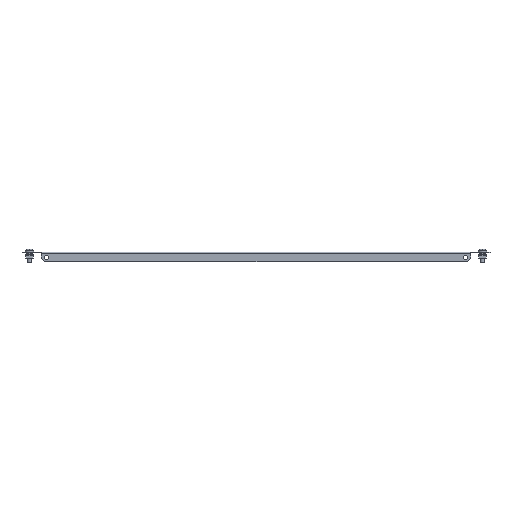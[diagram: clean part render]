
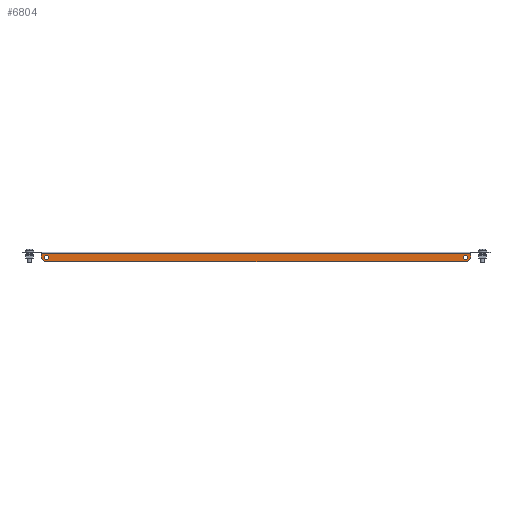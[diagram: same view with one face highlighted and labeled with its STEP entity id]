
A CAD part, front view. The second image highlights one B-rep face of the part: STEP entity #6804.
In plain terms, the highlighted planar face has unit normal (0, -1, 0).
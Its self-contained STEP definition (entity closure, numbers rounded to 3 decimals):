
#177 = DIRECTION ( 'NONE',  ( 0.707, 0., 0.707 ) ) ;
#314 = ORIENTED_EDGE ( 'NONE', *, *, #7991, .T. ) ;
#383 = DIRECTION ( 'NONE',  ( 0., 0., 1. ) ) ;
#385 = VERTEX_POINT ( 'NONE', #3860 ) ;
#419 = EDGE_CURVE ( 'NONE', #6178, #5800, #4551, .T. ) ;
#557 = EDGE_LOOP ( 'NONE', ( #6059, #314, #6322, #5158, #1755, #5194 ) ) ;
#741 = VERTEX_POINT ( 'NONE', #798 ) ;
#798 = CARTESIAN_POINT ( 'NONE',  ( 315., -99.5, -9. ) ) ;
#929 = ORIENTED_EDGE ( 'NONE', *, *, #6485, .T. ) ;
#970 = DIRECTION ( 'NONE',  ( 0., 1., 0. ) ) ;
#974 = FACE_BOUND ( 'NONE', #7763, .T. ) ;
#1305 = DIRECTION ( 'NONE',  ( -1., 0., 0. ) ) ;
#1444 = AXIS2_PLACEMENT_3D ( 'NONE', #1581, #970, #383 ) ;
#1581 = CARTESIAN_POINT ( 'NONE',  ( -307., -99.5, -8. ) ) ;
#1755 = ORIENTED_EDGE ( 'NONE', *, *, #7316, .T. ) ;
#1910 = ORIENTED_EDGE ( 'NONE', *, *, #5003, .F. ) ;
#2257 = DIRECTION ( 'NONE',  ( 1., 0., 0. ) ) ;
#2336 = DIRECTION ( 'NONE',  ( 0., 0., 1. ) ) ;
#2486 = DIRECTION ( 'NONE',  ( 0., -1., 0. ) ) ;
#2510 = AXIS2_PLACEMENT_3D ( 'NONE', #4536, #2486, #6363 ) ;
#2787 = EDGE_CURVE ( 'NONE', #741, #6178, #5170, .T. ) ;
#2998 = CARTESIAN_POINT ( 'NONE',  ( -307., -99.5, -8. ) ) ;
#3104 = CARTESIAN_POINT ( 'NONE',  ( 310., -99.5, -14. ) ) ;
#3324 = LINE ( 'NONE', #3404, #8110 ) ;
#3337 = CARTESIAN_POINT ( 'NONE',  ( 162., -99.5, -162. ) ) ;
#3340 = EDGE_LOOP ( 'NONE', ( #6337, #929 ) ) ;
#3404 = CARTESIAN_POINT ( 'NONE',  ( -162., -99.5, -162. ) ) ;
#3475 = VERTEX_POINT ( 'NONE', #7545 ) ;
#3497 = FACE_BOUND ( 'NONE', #3340, .T. ) ;
#3770 = VECTOR ( 'NONE', #177, 1000. ) ;
#3839 = DIRECTION ( 'NONE',  ( 0., 0., 1. ) ) ;
#3860 = CARTESIAN_POINT ( 'NONE',  ( -315., -99.5, -9. ) ) ;
#3946 = FACE_OUTER_BOUND ( 'NONE', #557, .T. ) ;
#4025 = VERTEX_POINT ( 'NONE', #3104 ) ;
#4057 = VECTOR ( 'NONE', #2257, 1000. ) ;
#4213 = LINE ( 'NONE', #5344, #6736 ) ;
#4389 = EDGE_CURVE ( 'NONE', #385, #7239, #3324, .T. ) ;
#4466 = CIRCLE ( 'NONE', #2510, 3.25 ) ;
#4487 = CARTESIAN_POINT ( 'NONE',  ( -307., -99.5, -11.25 ) ) ;
#4536 = CARTESIAN_POINT ( 'NONE',  ( 307., -99.5, -8. ) ) ;
#4551 = LINE ( 'NONE', #7612, #7729 ) ;
#4569 = DIRECTION ( 'NONE',  ( 0., 0., 1. ) ) ;
#4590 = CARTESIAN_POINT ( 'NONE',  ( -310., -99.5, -14. ) ) ;
#4669 = DIRECTION ( 'NONE',  ( 0., 0., 1. ) ) ;
#4670 = EDGE_CURVE ( 'NONE', #8053, #6206, #4980, .T. ) ;
#4707 = CIRCLE ( 'NONE', #5746, 3.25 ) ;
#4716 = LINE ( 'NONE', #3337, #3770 ) ;
#4980 = CIRCLE ( 'NONE', #1444, 3.25 ) ;
#5003 = EDGE_CURVE ( 'NONE', #3475, #7528, #4466, .T. ) ;
#5022 = CARTESIAN_POINT ( 'NONE',  ( 307., -99.5, -4.75 ) ) ;
#5158 = ORIENTED_EDGE ( 'NONE', *, *, #419, .T. ) ;
#5160 = CARTESIAN_POINT ( 'NONE',  ( 0., -99.5, 0. ) ) ;
#5169 = CARTESIAN_POINT ( 'NONE',  ( 315., -99.5, -2. ) ) ;
#5170 = LINE ( 'NONE', #7121, #7436 ) ;
#5194 = ORIENTED_EDGE ( 'NONE', *, *, #4389, .T. ) ;
#5344 = CARTESIAN_POINT ( 'NONE',  ( -315., -99.5, 0. ) ) ;
#5346 = CIRCLE ( 'NONE', #7045, 3.25 ) ;
#5366 = LINE ( 'NONE', #7866, #4057 ) ;
#5552 = CARTESIAN_POINT ( 'NONE',  ( -307., -99.5, -4.75 ) ) ;
#5615 = DIRECTION ( 'NONE',  ( 0., -1., 0. ) ) ;
#5746 = AXIS2_PLACEMENT_3D ( 'NONE', #2998, #6095, #2336 ) ;
#5800 = VERTEX_POINT ( 'NONE', #7830 ) ;
#5818 = ORIENTED_EDGE ( 'NONE', *, *, #6190, .F. ) ;
#6059 = ORIENTED_EDGE ( 'NONE', *, *, #6392, .T. ) ;
#6095 = DIRECTION ( 'NONE',  ( 0., 1., 0. ) ) ;
#6178 = VERTEX_POINT ( 'NONE', #5169 ) ;
#6190 = EDGE_CURVE ( 'NONE', #7528, #3475, #5346, .T. ) ;
#6206 = VERTEX_POINT ( 'NONE', #4487 ) ;
#6322 = ORIENTED_EDGE ( 'NONE', *, *, #2787, .T. ) ;
#6337 = ORIENTED_EDGE ( 'NONE', *, *, #4670, .T. ) ;
#6363 = DIRECTION ( 'NONE',  ( 0., 0., 1. ) ) ;
#6392 = EDGE_CURVE ( 'NONE', #7239, #4025, #5366, .T. ) ;
#6424 = DIRECTION ( 'NONE',  ( 0., -1., 0. ) ) ;
#6485 = EDGE_CURVE ( 'NONE', #6206, #8053, #4707, .T. ) ;
#6736 = VECTOR ( 'NONE', #7257, 1000. ) ;
#6804 = ADVANCED_FACE ( 'NONE', ( #974, #3497, #3946 ), #7737, .T. ) ;
#7045 = AXIS2_PLACEMENT_3D ( 'NONE', #7542, #5615, #3839 ) ;
#7121 = CARTESIAN_POINT ( 'NONE',  ( 315., -99.5, 0. ) ) ;
#7183 = AXIS2_PLACEMENT_3D ( 'NONE', #5160, #6424, #4669 ) ;
#7239 = VERTEX_POINT ( 'NONE', #4590 ) ;
#7257 = DIRECTION ( 'NONE',  ( 0., 0., -1. ) ) ;
#7316 = EDGE_CURVE ( 'NONE', #5800, #385, #4213, .T. ) ;
#7436 = VECTOR ( 'NONE', #4569, 1000. ) ;
#7528 = VERTEX_POINT ( 'NONE', #5022 ) ;
#7542 = CARTESIAN_POINT ( 'NONE',  ( 307., -99.5, -8. ) ) ;
#7545 = CARTESIAN_POINT ( 'NONE',  ( 307., -99.5, -11.25 ) ) ;
#7612 = CARTESIAN_POINT ( 'NONE',  ( 0., -99.5, -2. ) ) ;
#7729 = VECTOR ( 'NONE', #1305, 1000. ) ;
#7737 = PLANE ( 'NONE',  #7183 ) ;
#7763 = EDGE_LOOP ( 'NONE', ( #5818, #1910 ) ) ;
#7830 = CARTESIAN_POINT ( 'NONE',  ( -315., -99.5, -2. ) ) ;
#7842 = DIRECTION ( 'NONE',  ( 0.707, 0., -0.707 ) ) ;
#7866 = CARTESIAN_POINT ( 'NONE',  ( 0., -99.5, -14. ) ) ;
#7991 = EDGE_CURVE ( 'NONE', #4025, #741, #4716, .T. ) ;
#8053 = VERTEX_POINT ( 'NONE', #5552 ) ;
#8110 = VECTOR ( 'NONE', #7842, 1000. ) ;
